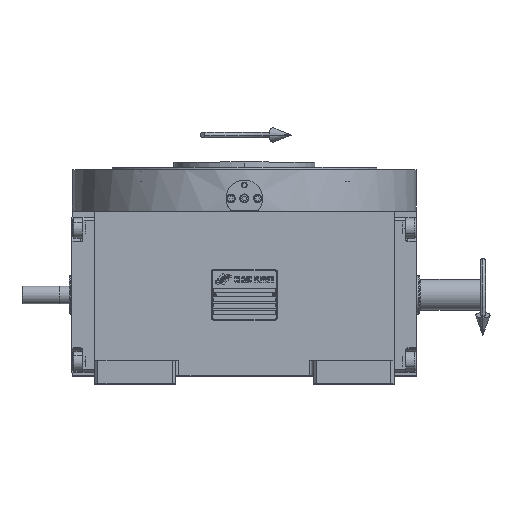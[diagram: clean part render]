
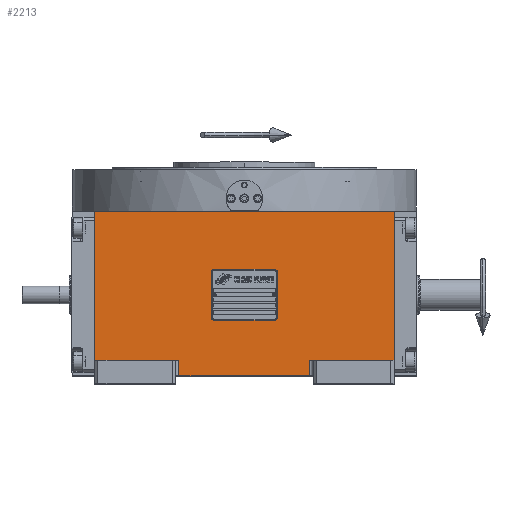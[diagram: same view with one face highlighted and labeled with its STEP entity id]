
A CAD part, top view. The second image highlights one B-rep face of the part: STEP entity #2213.
In plain terms, the highlighted planar face has unit normal (0, 0, 1).
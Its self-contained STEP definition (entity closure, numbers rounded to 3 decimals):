
#770 = EDGE_LOOP ( 'NONE', ( #66567, #45706, #37314, #35862, #43752, #8823, #41981, #33035 ) ) ;
#1173 = EDGE_CURVE ( 'NONE', #49027, #41745, #47489, .T. ) ;
#2213 = ADVANCED_FACE ( 'NONE', ( #58937 ), #26000, .T. ) ;
#6128 = LINE ( 'NONE', #11415, #58875 ) ;
#8823 = ORIENTED_EDGE ( 'NONE', *, *, #21315, .F. ) ;
#9708 = CARTESIAN_POINT ( 'NONE',  ( 59., -73., 226. ) ) ;
#11415 = CARTESIAN_POINT ( 'NONE',  ( -135., -59., 226. ) ) ;
#11521 = VERTEX_POINT ( 'NONE', #30539 ) ;
#11629 = EDGE_CURVE ( 'NONE', #49027, #26658, #37265, .T. ) ;
#15552 = CARTESIAN_POINT ( 'NONE',  ( -135., -59., 226. ) ) ;
#15882 = DIRECTION ( 'NONE',  ( 0., 1., 0. ) ) ;
#15953 = EDGE_CURVE ( 'NONE', #41745, #11521, #29961, .T. ) ;
#17262 = CARTESIAN_POINT ( 'NONE',  ( -59., -59., 226. ) ) ;
#18157 = EDGE_CURVE ( 'NONE', #48294, #31501, #6128, .T. ) ;
#18201 = VECTOR ( 'NONE', #63493, 1000. ) ;
#18255 = VECTOR ( 'NONE', #15882, 1000. ) ;
#19201 = CARTESIAN_POINT ( 'NONE',  ( 135., -59., 226. ) ) ;
#21315 = EDGE_CURVE ( 'NONE', #48294, #43483, #64782, .T. ) ;
#22543 = DIRECTION ( 'NONE',  ( 1., 0., 0. ) ) ;
#24622 = CARTESIAN_POINT ( 'NONE',  ( 135., -59., 226. ) ) ;
#26000 = PLANE ( 'NONE',  #35066 ) ;
#26658 = VERTEX_POINT ( 'NONE', #9708 ) ;
#27008 = CARTESIAN_POINT ( 'NONE',  ( -135., 75., 226. ) ) ;
#29961 = LINE ( 'NONE', #24622, #43602 ) ;
#30539 = CARTESIAN_POINT ( 'NONE',  ( 135., 75., 226. ) ) ;
#31501 = VERTEX_POINT ( 'NONE', #17262 ) ;
#33035 = ORIENTED_EDGE ( 'NONE', *, *, #46218, .F. ) ;
#34772 = CARTESIAN_POINT ( 'NONE',  ( -135., 75., 226. ) ) ;
#35066 = AXIS2_PLACEMENT_3D ( 'NONE', #69214, #53271, #52224 ) ;
#35628 = EDGE_CURVE ( 'NONE', #43483, #11521, #63855, .T. ) ;
#35862 = ORIENTED_EDGE ( 'NONE', *, *, #15953, .T. ) ;
#37265 = LINE ( 'NONE', #49641, #40225 ) ;
#37314 = ORIENTED_EDGE ( 'NONE', *, *, #1173, .T. ) ;
#37912 = CARTESIAN_POINT ( 'NONE',  ( 59., -59., 226. ) ) ;
#38037 = DIRECTION ( 'NONE',  ( 0., 1., 0. ) ) ;
#38935 = VECTOR ( 'NONE', #22543, 1000. ) ;
#39379 = DIRECTION ( 'NONE',  ( 1., 0., 0. ) ) ;
#39538 = LINE ( 'NONE', #43797, #38935 ) ;
#40225 = VECTOR ( 'NONE', #59232, 1000. ) ;
#41745 = VERTEX_POINT ( 'NONE', #19201 ) ;
#41951 = DIRECTION ( 'NONE',  ( 0., 1., 0. ) ) ;
#41981 = ORIENTED_EDGE ( 'NONE', *, *, #18157, .T. ) ;
#43329 = CARTESIAN_POINT ( 'NONE',  ( -59., -73., 226. ) ) ;
#43483 = VERTEX_POINT ( 'NONE', #34772 ) ;
#43602 = VECTOR ( 'NONE', #41951, 1000. ) ;
#43752 = ORIENTED_EDGE ( 'NONE', *, *, #35628, .F. ) ;
#43797 = CARTESIAN_POINT ( 'NONE',  ( -59., -73., 226. ) ) ;
#45677 = VERTEX_POINT ( 'NONE', #48052 ) ;
#45706 = ORIENTED_EDGE ( 'NONE', *, *, #11629, .F. ) ;
#46218 = EDGE_CURVE ( 'NONE', #45677, #31501, #48302, .T. ) ;
#46672 = VECTOR ( 'NONE', #38037, 1000. ) ;
#47489 = LINE ( 'NONE', #69069, #49033 ) ;
#47856 = DIRECTION ( 'NONE',  ( 1., 0., 0. ) ) ;
#48052 = CARTESIAN_POINT ( 'NONE',  ( -59., -73., 226. ) ) ;
#48294 = VERTEX_POINT ( 'NONE', #68449 ) ;
#48302 = LINE ( 'NONE', #43329, #46672 ) ;
#49027 = VERTEX_POINT ( 'NONE', #37912 ) ;
#49033 = VECTOR ( 'NONE', #47856, 1000. ) ;
#49554 = EDGE_CURVE ( 'NONE', #45677, #26658, #39538, .T. ) ;
#49641 = CARTESIAN_POINT ( 'NONE',  ( 59., -59., 226. ) ) ;
#52224 = DIRECTION ( 'NONE',  ( 1., 0., 0. ) ) ;
#53271 = DIRECTION ( 'NONE',  ( 0., 0., 1. ) ) ;
#58875 = VECTOR ( 'NONE', #39379, 1000. ) ;
#58937 = FACE_OUTER_BOUND ( 'NONE', #770, .T. ) ;
#59232 = DIRECTION ( 'NONE',  ( 0., -1., 0. ) ) ;
#63493 = DIRECTION ( 'NONE',  ( 1., 0., 0. ) ) ;
#63855 = LINE ( 'NONE', #27008, #18201 ) ;
#64782 = LINE ( 'NONE', #15552, #18255 ) ;
#66567 = ORIENTED_EDGE ( 'NONE', *, *, #49554, .T. ) ;
#68449 = CARTESIAN_POINT ( 'NONE',  ( -135., -59., 226. ) ) ;
#69069 = CARTESIAN_POINT ( 'NONE',  ( 59., -59., 226. ) ) ;
#69214 = CARTESIAN_POINT ( 'NONE',  ( -135., -73., 226. ) ) ;
